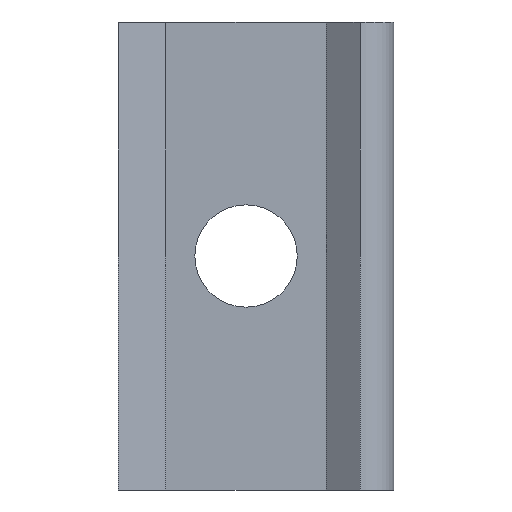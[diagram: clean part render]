
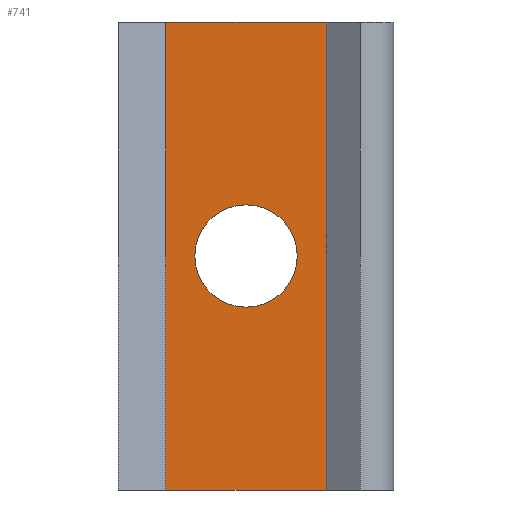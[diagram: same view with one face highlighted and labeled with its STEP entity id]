
A CAD part, front view. The second image highlights one B-rep face of the part: STEP entity #741.
In plain terms, the highlighted planar face has unit normal (0, -1, 0).
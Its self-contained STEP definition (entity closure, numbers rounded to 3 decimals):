
#72 = PLANE('',#73);
#73 = AXIS2_PLACEMENT_3D('',#74,#75,#76);
#74 = CARTESIAN_POINT('',(0.044,-0.515,8.));
#75 = DIRECTION('',(0.,0.,-1.));
#76 = DIRECTION('',(0.,1.,0.));
#126 = PLANE('',#127);
#127 = AXIS2_PLACEMENT_3D('',#128,#129,#130);
#128 = CARTESIAN_POINT('',(0.044,-0.515,-8.));
#129 = DIRECTION('',(0.,0.,-1.));
#130 = DIRECTION('',(0.,1.,0.));
#233 = CYLINDRICAL_SURFACE('',#234,1.75);
#234 = AXIS2_PLACEMENT_3D('',#235,#236,#237);
#235 = CARTESIAN_POINT('',(0.,1.5,0.));
#236 = DIRECTION('',(-0.,-1.,0.));
#237 = DIRECTION('',(1.,0.,0.));
#288 = PLANE('',#289);
#289 = AXIS2_PLACEMENT_3D('',#290,#291,#292);
#290 = CARTESIAN_POINT('',(-4.37,-2.8,-8.));
#291 = DIRECTION('',(-0.626,0.78,0.));
#292 = DIRECTION('',(0.78,0.626,0.));
#383 = VERTEX_POINT('',#384);
#384 = CARTESIAN_POINT('',(2.75,-1.5,-8.));
#398 = PLANE('',#399);
#399 = AXIS2_PLACEMENT_3D('',#400,#401,#402);
#400 = CARTESIAN_POINT('',(2.75,-1.5,-8.));
#401 = DIRECTION('',(0.594,0.804,0.)
  );
#402 = DIRECTION('',(0.804,-0.594,0.)
  );
#410 = EDGE_CURVE('',#383,#411,#413,.T.);
#411 = VERTEX_POINT('',#412);
#412 = CARTESIAN_POINT('',(-2.75,-1.5,-8.));
#413 = SURFACE_CURVE('',#414,(#418,#425),.PCURVE_S1.);
#414 = LINE('',#415,#416);
#415 = CARTESIAN_POINT('',(2.75,-1.5,-8.));
#416 = VECTOR('',#417,1.);
#417 = DIRECTION('',(-1.,0.,0.));
#418 = PCURVE('',#126,#419);
#419 = DEFINITIONAL_REPRESENTATION('',(#420),#424);
#420 = LINE('',#421,#422);
#421 = CARTESIAN_POINT('',(-0.985,2.706));
#422 = VECTOR('',#423,1.);
#423 = DIRECTION('',(0.,-1.));
#424 = ( GEOMETRIC_REPRESENTATION_CONTEXT(2) 
PARAMETRIC_REPRESENTATION_CONTEXT() REPRESENTATION_CONTEXT('2D SPACE',''
  ) );
#425 = PCURVE('',#426,#431);
#426 = PLANE('',#427);
#427 = AXIS2_PLACEMENT_3D('',#428,#429,#430);
#428 = CARTESIAN_POINT('',(2.75,-1.5,-8.));
#429 = DIRECTION('',(0.,-1.,0.));
#430 = DIRECTION('',(-1.,0.,0.));
#431 = DEFINITIONAL_REPRESENTATION('',(#432),#436);
#432 = LINE('',#433,#434);
#433 = CARTESIAN_POINT('',(0.,-0.));
#434 = VECTOR('',#435,1.);
#435 = DIRECTION('',(1.,0.));
#436 = ( GEOMETRIC_REPRESENTATION_CONTEXT(2) 
PARAMETRIC_REPRESENTATION_CONTEXT() REPRESENTATION_CONTEXT('2D SPACE',''
  ) );
#517 = VERTEX_POINT('',#518);
#518 = CARTESIAN_POINT('',(2.75,-1.5,8.));
#539 = EDGE_CURVE('',#517,#540,#542,.T.);
#540 = VERTEX_POINT('',#541);
#541 = CARTESIAN_POINT('',(-2.75,-1.5,8.));
#542 = SURFACE_CURVE('',#543,(#547,#554),.PCURVE_S1.);
#543 = LINE('',#544,#545);
#544 = CARTESIAN_POINT('',(2.75,-1.5,8.));
#545 = VECTOR('',#546,1.);
#546 = DIRECTION('',(-1.,0.,0.));
#547 = PCURVE('',#72,#548);
#548 = DEFINITIONAL_REPRESENTATION('',(#549),#553);
#549 = LINE('',#550,#551);
#550 = CARTESIAN_POINT('',(-0.985,2.706));
#551 = VECTOR('',#552,1.);
#552 = DIRECTION('',(0.,-1.));
#553 = ( GEOMETRIC_REPRESENTATION_CONTEXT(2) 
PARAMETRIC_REPRESENTATION_CONTEXT() REPRESENTATION_CONTEXT('2D SPACE',''
  ) );
#554 = PCURVE('',#426,#555);
#555 = DEFINITIONAL_REPRESENTATION('',(#556),#560);
#556 = LINE('',#557,#558);
#557 = CARTESIAN_POINT('',(0.,-16.));
#558 = VECTOR('',#559,1.);
#559 = DIRECTION('',(1.,0.));
#560 = ( GEOMETRIC_REPRESENTATION_CONTEXT(2) 
PARAMETRIC_REPRESENTATION_CONTEXT() REPRESENTATION_CONTEXT('2D SPACE',''
  ) );
#615 = VERTEX_POINT('',#616);
#616 = CARTESIAN_POINT('',(1.75,-1.5,0.));
#639 = EDGE_CURVE('',#615,#615,#640,.T.);
#640 = SURFACE_CURVE('',#641,(#646,#653),.PCURVE_S1.);
#641 = CIRCLE('',#642,1.75);
#642 = AXIS2_PLACEMENT_3D('',#643,#644,#645);
#643 = CARTESIAN_POINT('',(0.,-1.5,0.));
#644 = DIRECTION('',(0.,-1.,0.));
#645 = DIRECTION('',(1.,0.,0.));
#646 = PCURVE('',#233,#647);
#647 = DEFINITIONAL_REPRESENTATION('',(#648),#652);
#648 = LINE('',#649,#650);
#649 = CARTESIAN_POINT('',(-6.283,3.));
#650 = VECTOR('',#651,1.);
#651 = DIRECTION('',(1.,-0.));
#652 = ( GEOMETRIC_REPRESENTATION_CONTEXT(2) 
PARAMETRIC_REPRESENTATION_CONTEXT() REPRESENTATION_CONTEXT('2D SPACE',''
  ) );
#653 = PCURVE('',#426,#654);
#654 = DEFINITIONAL_REPRESENTATION('',(#655),#659);
#655 = CIRCLE('',#656,1.75);
#656 = AXIS2_PLACEMENT_2D('',#657,#658);
#657 = CARTESIAN_POINT('',(2.75,-8.));
#658 = DIRECTION('',(-1.,-0.));
#659 = ( GEOMETRIC_REPRESENTATION_CONTEXT(2) 
PARAMETRIC_REPRESENTATION_CONTEXT() REPRESENTATION_CONTEXT('2D SPACE',''
  ) );
#666 = EDGE_CURVE('',#411,#540,#667,.T.);
#667 = SURFACE_CURVE('',#668,(#672,#679),.PCURVE_S1.);
#668 = LINE('',#669,#670);
#669 = CARTESIAN_POINT('',(-2.75,-1.5,-8.));
#670 = VECTOR('',#671,1.);
#671 = DIRECTION('',(0.,0.,1.));
#672 = PCURVE('',#288,#673);
#673 = DEFINITIONAL_REPRESENTATION('',(#674),#678);
#674 = LINE('',#675,#676);
#675 = CARTESIAN_POINT('',(2.077,0.));
#676 = VECTOR('',#677,1.);
#677 = DIRECTION('',(0.,-1.));
#678 = ( GEOMETRIC_REPRESENTATION_CONTEXT(2) 
PARAMETRIC_REPRESENTATION_CONTEXT() REPRESENTATION_CONTEXT('2D SPACE',''
  ) );
#679 = PCURVE('',#426,#680);
#680 = DEFINITIONAL_REPRESENTATION('',(#681),#685);
#681 = LINE('',#682,#683);
#682 = CARTESIAN_POINT('',(5.5,0.));
#683 = VECTOR('',#684,1.);
#684 = DIRECTION('',(0.,-1.));
#685 = ( GEOMETRIC_REPRESENTATION_CONTEXT(2) 
PARAMETRIC_REPRESENTATION_CONTEXT() REPRESENTATION_CONTEXT('2D SPACE',''
  ) );
#718 = EDGE_CURVE('',#383,#517,#719,.T.);
#719 = SURFACE_CURVE('',#720,(#724,#731),.PCURVE_S1.);
#720 = LINE('',#721,#722);
#721 = CARTESIAN_POINT('',(2.75,-1.5,-8.));
#722 = VECTOR('',#723,1.);
#723 = DIRECTION('',(0.,0.,1.));
#724 = PCURVE('',#398,#725);
#725 = DEFINITIONAL_REPRESENTATION('',(#726),#730);
#726 = LINE('',#727,#728);
#727 = CARTESIAN_POINT('',(0.,0.));
#728 = VECTOR('',#729,1.);
#729 = DIRECTION('',(0.,-1.));
#730 = ( GEOMETRIC_REPRESENTATION_CONTEXT(2) 
PARAMETRIC_REPRESENTATION_CONTEXT() REPRESENTATION_CONTEXT('2D SPACE',''
  ) );
#731 = PCURVE('',#426,#732);
#732 = DEFINITIONAL_REPRESENTATION('',(#733),#737);
#733 = LINE('',#734,#735);
#734 = CARTESIAN_POINT('',(0.,-0.));
#735 = VECTOR('',#736,1.);
#736 = DIRECTION('',(0.,-1.));
#737 = ( GEOMETRIC_REPRESENTATION_CONTEXT(2) 
PARAMETRIC_REPRESENTATION_CONTEXT() REPRESENTATION_CONTEXT('2D SPACE',''
  ) );
#741 = ADVANCED_FACE('',(#742,#748),#426,.T.);
#742 = FACE_BOUND('',#743,.T.);
#743 = EDGE_LOOP('',(#744,#745,#746,#747));
#744 = ORIENTED_EDGE('',*,*,#718,.T.);
#745 = ORIENTED_EDGE('',*,*,#539,.T.);
#746 = ORIENTED_EDGE('',*,*,#666,.F.);
#747 = ORIENTED_EDGE('',*,*,#410,.F.);
#748 = FACE_BOUND('',#749,.T.);
#749 = EDGE_LOOP('',(#750));
#750 = ORIENTED_EDGE('',*,*,#639,.F.);
